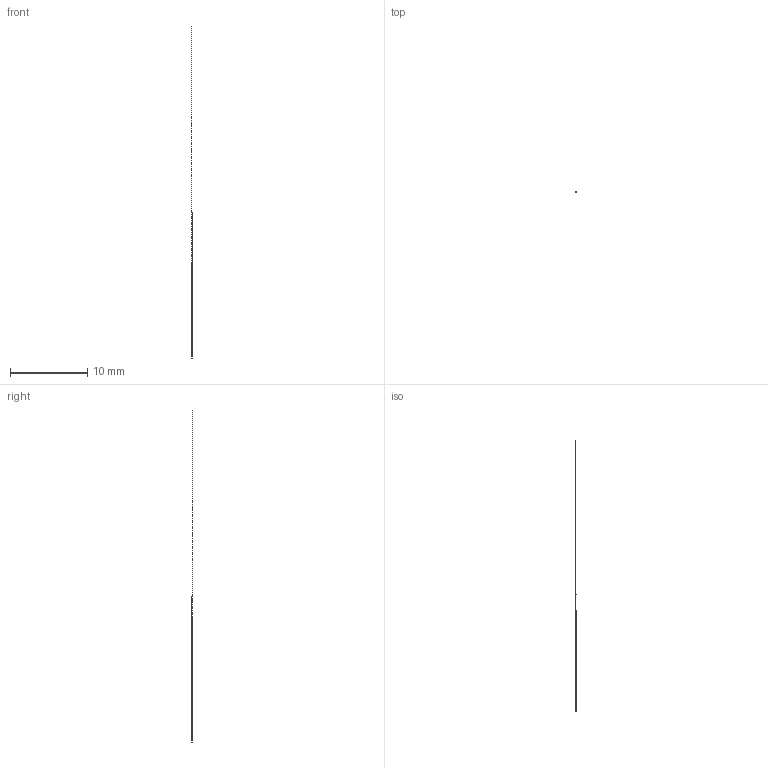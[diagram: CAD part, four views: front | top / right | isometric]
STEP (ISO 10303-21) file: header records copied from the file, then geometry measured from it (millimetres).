
FILE_DESCRIPTION(('Open CASCADE Model'),'2;1');
FILE_NAME('Open CASCADE Shape Model','2025-08-31T15:35:05',('Author'),( 'Open CASCADE'),'Open CASCADE STEP processor 7.9','Open CASCADE 7.9' ,'Unknown');
FILE_SCHEMA(('AUTOMOTIVE_DESIGN { 1 0 10303 214 1 1 1 1 }'));
Length unit declared in the file: millimetre
Products named in the file (11): Open CASCADE STEP translator 7.9 1; Open CASCADE STEP translator 7.9 1.1; Open CASCADE STEP translator 7.9 1.2; Open CASCADE STEP translator 7.9 1.3; Open CASCADE STEP translator 7.9 1.4; Open CASCADE STEP translator 7.9 1.5; Open CASCADE STEP translator 7.9 1.6; Open CASCADE STEP translator 7.9 1.7; Open CASCADE STEP translator 7.9 1.8; Open CASCADE STEP translator 7.9 1.9; Open CASCADE STEP translator 7.9 1.10
Assembly tree (10 placements, depth 2):
  Open CASCADE STEP translator 7.9 1
    Open CASCADE STEP translator 7.9 1.1
    Open CASCADE STEP translator 7.9 1.2
    Open CASCADE STEP translator 7.9 1.3
    Open CASCADE STEP translator 7.9 1.4
    Open CASCADE STEP translator 7.9 1.5
    Open CASCADE STEP translator 7.9 1.6
    Open CASCADE STEP translator 7.9 1.7
    Open CASCADE STEP translator 7.9 1.8
    Open CASCADE STEP translator 7.9 1.9
    Open CASCADE STEP translator 7.9 1.10
Bounding box: 0.01 x 0.01 x 43 mm (x, y, z)
Volume: 0 mm3; surface area: 0.1 mm2
Topology: 10 solids, 10 shells, 66 faces, 138 edges, 92 vertices
Faces by surface type: plane 66
Entity records: 3688 total; most frequent: CARTESIAN_POINT 583, DIRECTION 568, LINE 414, VECTOR 414, ORIENTED_EDGE 276, PCURVE 276, DEFINITIONAL_REPRESENTATION 276, EDGE_CURVE 138
